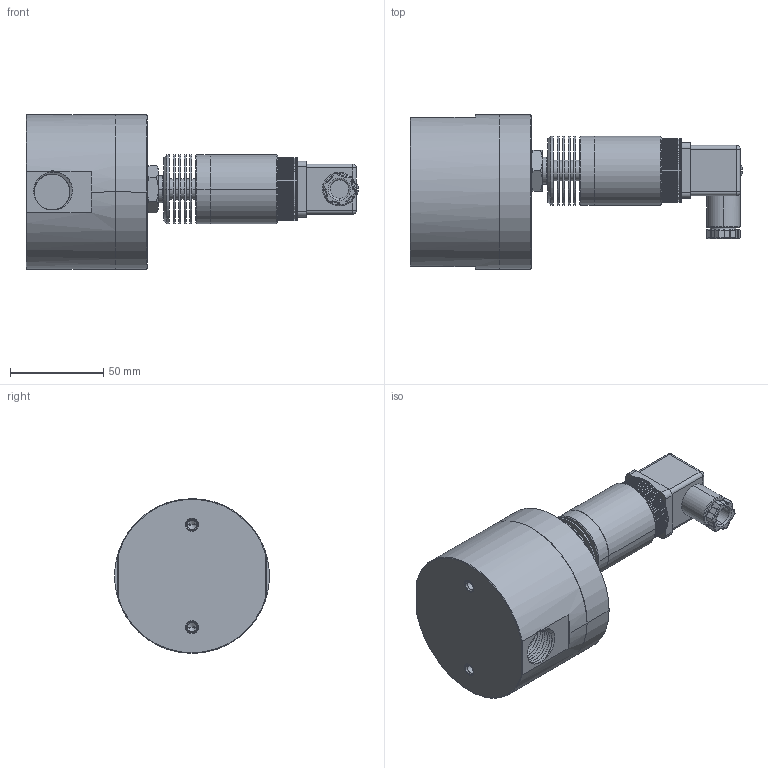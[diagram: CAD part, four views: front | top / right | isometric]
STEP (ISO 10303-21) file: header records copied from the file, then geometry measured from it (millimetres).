
FILE_DESCRIPTION (( 'STEP AP214' ), '1' );
FILE_NAME ('FM510-M10-T-3D.STEP', '2021-09-01T01:39:28', ( '' ), ( '' ), 'SwSTEP 2.0', 'SolidWorks 2018', '' );
FILE_SCHEMA (( 'AUTOMOTIVE_DESIGN' ));
Length unit declared in the file: millimetre
Products named in the file (10): FM510-M10-T-3D; CLBT-M10.stp; FM510-T-ASM-02-3D.stp; FM510-T-ASM-01-3D.stp; FM510-T-ASM-3D_ASM.stp; FM120-02-20210510.stp; FXHSM-ARB02-2PE3PE_ASM.stp; ARB02-2PE3PE.stp; FX-HSM-2020812.stp; FM510-M10-T-3D.stp
Assembly tree (9 placements, depth 5):
  FM510-M10-T-3D
    FM510-M10-T-3D.stp
      FM510-T-ASM-3D_ASM.stp
        FXHSM-ARB02-2PE3PE_ASM.stp
          FX-HSM-2020812.stp
          ARB02-2PE3PE.stp
        FM510-T-ASM-01-3D.stp
        FM510-T-ASM-02-3D.stp
        FM120-02-20210510.stp
      CLBT-M10.stp
Bounding box: 178.2 x 83 x 83 mm (x, y, z)
Volume: 88370.4 mm3; surface area: 76814.2 mm2
Topology: 4 solids, 10 shells, 1081 faces, 2872 edges, 1861 vertices
Faces by surface type: plane 523, cylinder 400, cone 87, bspline 45, torus 22, sphere 4
Entity records: 43058 total; most frequent: CARTESIAN_POINT 15972, ORIENTED_EDGE 5716, DIRECTION 5398, EDGE_CURVE 2864, VERTEX_POINT 1861, AXIS2_PLACEMENT_3D 1826, VECTOR 1746, LINE 1746
